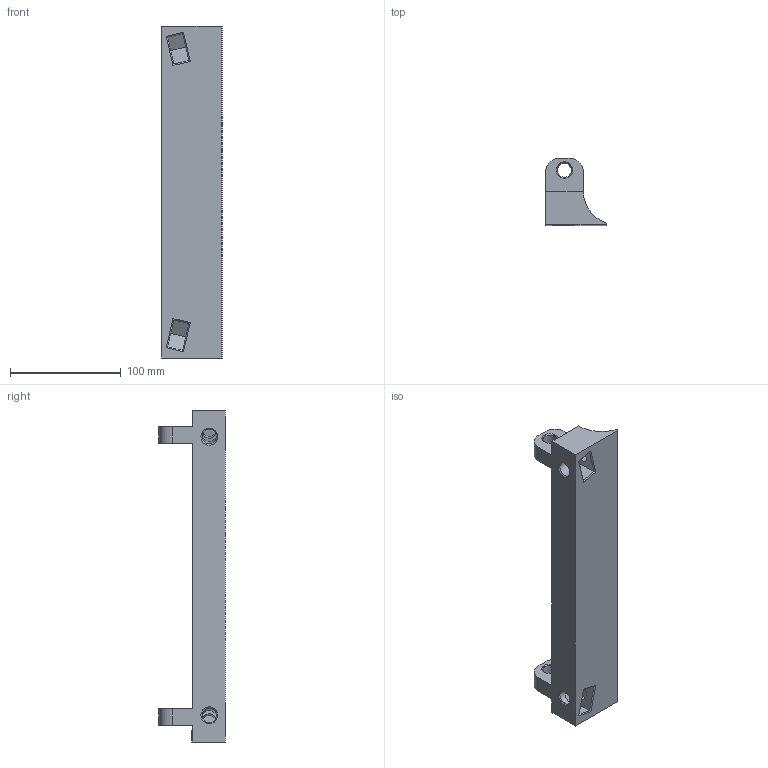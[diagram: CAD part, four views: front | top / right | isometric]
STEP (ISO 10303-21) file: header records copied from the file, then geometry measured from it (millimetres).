
FILE_DESCRIPTION(/* description */ (''),/* implementation_level */ '2;1');
FILE_NAME(/* name */ '20230222_front_holder_bottom.stp',/* time_stamp */ '2023-02-22T11:48:01+01:00',/* author */ ('Jens'),/* organization */ (''),/* preprocessor_version */ 'ST-DEVELOPER v19',/* originating_system */ 'Autodesk Inventor 2023',/* authorisation */ '');
FILE_SCHEMA (('AUTOMOTIVE_DESIGN { 1 0 10303 214 3 1 1 }'));
Length unit declared in the file: millimetre
Products named in the file (1): bottom_left
Bounding box: 54.81 x 60 x 299.44 mm (x, y, z)
Volume: 366839.1 mm3; surface area: 59836.6 mm2
Topology: 1 solids, 1 shells, 56 faces, 138 edges, 88 vertices
Faces by surface type: plane 38, cylinder 12, cone 4, bspline 2
Full cylindrical faces by diameter (mm): 13 x6
Entity records: 1881 total; most frequent: CARTESIAN_POINT 481, ORIENTED_EDGE 276, DIRECTION 276, EDGE_CURVE 138, LINE 102, VECTOR 102, VERTEX_POINT 88, AXIS2_PLACEMENT_3D 87
